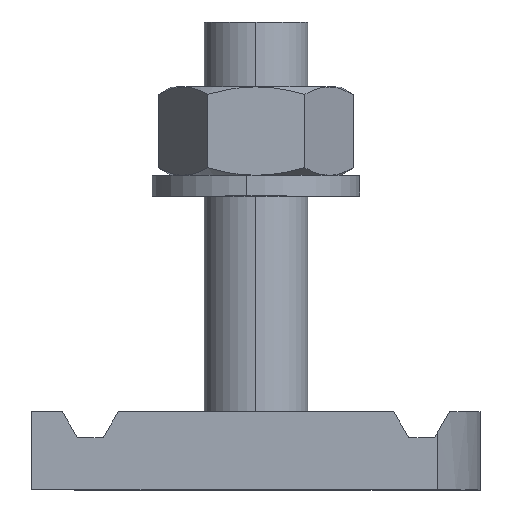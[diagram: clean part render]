
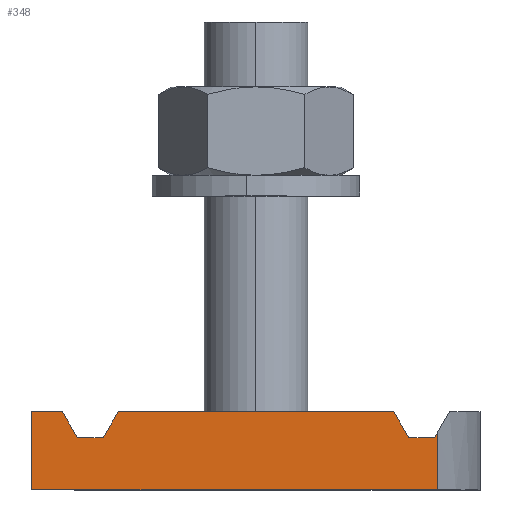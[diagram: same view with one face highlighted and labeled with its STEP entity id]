
A CAD part, top view. The second image highlights one B-rep face of the part: STEP entity #348.
In plain terms, the highlighted planar face has unit normal (0, 0, 1).
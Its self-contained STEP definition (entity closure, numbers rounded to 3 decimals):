
#105 = CARTESIAN_POINT ( 'NONE',  ( -17.25, 6., 10. ) ) ;
#108 = CARTESIAN_POINT ( 'NONE',  ( -17.25, 6., 10. ) ) ;
#146 = CARTESIAN_POINT ( 'NONE',  ( -13.75, 4., 10. ) ) ;
#160 = ORIENTED_EDGE ( 'NONE', *, *, #1723, .F. ) ;
#216 = FACE_OUTER_BOUND ( 'NONE', #2338, .T. ) ;
#244 = CARTESIAN_POINT ( 'NONE',  ( -14.905, 6., 10. ) ) ;
#268 = LINE ( 'NONE', #2234, #335 ) ;
#294 = DIRECTION ( 'NONE',  ( 1., 0., 0. ) ) ;
#296 = CARTESIAN_POINT ( 'NONE',  ( 13.953, 0., 10. ) ) ;
#335 = VECTOR ( 'NONE', #1470, 1000. ) ;
#348 = ADVANCED_FACE ( 'NONE', ( #216 ), #968, .F. ) ;
#382 = EDGE_CURVE ( 'NONE', #1158, #1964, #268, .T. ) ;
#416 = AXIS2_PLACEMENT_3D ( 'NONE', #1576, #1600, #1212 ) ;
#440 = CARTESIAN_POINT ( 'NONE',  ( -17.25, 6., 10. ) ) ;
#447 = CARTESIAN_POINT ( 'NONE',  ( -13.75, 4., 10. ) ) ;
#490 = VECTOR ( 'NONE', #589, 1000. ) ;
#561 = VERTEX_POINT ( 'NONE', #2284 ) ;
#589 = DIRECTION ( 'NONE',  ( 1., 0., 0. ) ) ;
#613 = VECTOR ( 'NONE', #1178, 1000. ) ;
#745 = ORIENTED_EDGE ( 'NONE', *, *, #1276, .T. ) ;
#863 = ORIENTED_EDGE ( 'NONE', *, *, #382, .F. ) ;
#873 = DIRECTION ( 'NONE',  ( 1., 0., 0. ) ) ;
#895 = VERTEX_POINT ( 'NONE', #1244 ) ;
#929 = ORIENTED_EDGE ( 'NONE', *, *, #1195, .F. ) ;
#968 = PLANE ( 'NONE',  #416 ) ;
#977 = EDGE_CURVE ( 'NONE', #1635, #561, #1467, .T. ) ;
#979 = VECTOR ( 'NONE', #1350, 1000. ) ;
#984 = VECTOR ( 'NONE', #294, 1000. ) ;
#990 = VERTEX_POINT ( 'NONE', #2406 ) ;
#1006 = CARTESIAN_POINT ( 'NONE',  ( -10.595, 6., 10. ) ) ;
#1126 = LINE ( 'NONE', #105, #1283 ) ;
#1158 = VERTEX_POINT ( 'NONE', #2051 ) ;
#1178 = DIRECTION ( 'NONE',  ( 1., 0., 0. ) ) ;
#1195 = EDGE_CURVE ( 'NONE', #895, #2175, #2062, .T. ) ;
#1212 = DIRECTION ( 'NONE',  ( -1., 0., 0. ) ) ;
#1234 = VERTEX_POINT ( 'NONE', #1869 ) ;
#1235 = DIRECTION ( 'NONE',  ( 0.5, -0.866, 0. ) ) ;
#1244 = CARTESIAN_POINT ( 'NONE',  ( -14.905, 6., 10. ) ) ;
#1276 = EDGE_CURVE ( 'NONE', #2295, #1964, #1652, .T. ) ;
#1283 = VECTOR ( 'NONE', #1542, 1000. ) ;
#1310 = ORIENTED_EDGE ( 'NONE', *, *, #2321, .F. ) ;
#1350 = DIRECTION ( 'NONE',  ( 0.5, -0.866, 0. ) ) ;
#1367 = LINE ( 'NONE', #146, #490 ) ;
#1400 = LINE ( 'NONE', #1756, #613 ) ;
#1415 = ORIENTED_EDGE ( 'NONE', *, *, #1793, .F. ) ;
#1422 = CARTESIAN_POINT ( 'NONE',  ( -17.25, 6., 10. ) ) ;
#1450 = EDGE_CURVE ( 'NONE', #990, #1635, #1956, .T. ) ;
#1467 = LINE ( 'NONE', #440, #2364 ) ;
#1470 = DIRECTION ( 'NONE',  ( 0., -1., 0. ) ) ;
#1542 = DIRECTION ( 'NONE',  ( 0., -1., 0. ) ) ;
#1544 = LINE ( 'NONE', #2152, #2298 ) ;
#1559 = CARTESIAN_POINT ( 'NONE',  ( -11.75, 4., 10. ) ) ;
#1576 = CARTESIAN_POINT ( 'NONE',  ( -17.25, 6., 10. ) ) ;
#1600 = DIRECTION ( 'NONE',  ( 0., 0., -1. ) ) ;
#1608 = VECTOR ( 'NONE', #2102, 1000. ) ;
#1614 = VECTOR ( 'NONE', #1235, 1000. ) ;
#1635 = VERTEX_POINT ( 'NONE', #1006 ) ;
#1652 = LINE ( 'NONE', #2071, #984 ) ;
#1709 = CARTESIAN_POINT ( 'NONE',  ( 13.75, 4., 10. ) ) ;
#1723 = EDGE_CURVE ( 'NONE', #2117, #895, #1888, .T. ) ;
#1756 = CARTESIAN_POINT ( 'NONE',  ( 11.75, 4., 10. ) ) ;
#1773 = DIRECTION ( 'NONE',  ( 0.5, 0.866, 0. ) ) ;
#1793 = EDGE_CURVE ( 'NONE', #561, #1234, #2308, .T. ) ;
#1804 = ORIENTED_EDGE ( 'NONE', *, *, #1846, .F. ) ;
#1846 = EDGE_CURVE ( 'NONE', #2007, #1158, #1544, .T. ) ;
#1869 = CARTESIAN_POINT ( 'NONE',  ( 11.75, 4., 10. ) ) ;
#1888 = LINE ( 'NONE', #108, #1608 ) ;
#1956 = LINE ( 'NONE', #1559, #2066 ) ;
#1964 = VERTEX_POINT ( 'NONE', #296 ) ;
#1995 = DIRECTION ( 'NONE',  ( 0.5, 0.866, 0. ) ) ;
#2007 = VERTEX_POINT ( 'NONE', #1709 ) ;
#2051 = CARTESIAN_POINT ( 'NONE',  ( 13.953, 4.352, 10. ) ) ;
#2062 = LINE ( 'NONE', #244, #1614 ) ;
#2066 = VECTOR ( 'NONE', #1995, 1000. ) ;
#2071 = CARTESIAN_POINT ( 'NONE',  ( -17.25, 0., 10. ) ) ;
#2096 = ORIENTED_EDGE ( 'NONE', *, *, #977, .F. ) ;
#2102 = DIRECTION ( 'NONE',  ( 1., 0., 0. ) ) ;
#2113 = ORIENTED_EDGE ( 'NONE', *, *, #1450, .F. ) ;
#2117 = VERTEX_POINT ( 'NONE', #1422 ) ;
#2152 = CARTESIAN_POINT ( 'NONE',  ( 13.75, 4., 10. ) ) ;
#2175 = VERTEX_POINT ( 'NONE', #447 ) ;
#2207 = EDGE_CURVE ( 'NONE', #2117, #2295, #1126, .T. ) ;
#2234 = CARTESIAN_POINT ( 'NONE',  ( 13.953, 6., 10. ) ) ;
#2284 = CARTESIAN_POINT ( 'NONE',  ( 10.595, 6., 10. ) ) ;
#2295 = VERTEX_POINT ( 'NONE', #2354 ) ;
#2298 = VECTOR ( 'NONE', #1773, 1000. ) ;
#2308 = LINE ( 'NONE', #2494, #979 ) ;
#2321 = EDGE_CURVE ( 'NONE', #1234, #2007, #1400, .T. ) ;
#2333 = ORIENTED_EDGE ( 'NONE', *, *, #2456, .F. ) ;
#2338 = EDGE_LOOP ( 'NONE', ( #863, #1804, #1310, #1415, #2096, #2113, #2333, #929, #160, #2489, #745 ) ) ;
#2354 = CARTESIAN_POINT ( 'NONE',  ( -17.25, 0., 10. ) ) ;
#2364 = VECTOR ( 'NONE', #873, 1000. ) ;
#2406 = CARTESIAN_POINT ( 'NONE',  ( -11.75, 4., 10. ) ) ;
#2456 = EDGE_CURVE ( 'NONE', #2175, #990, #1367, .T. ) ;
#2489 = ORIENTED_EDGE ( 'NONE', *, *, #2207, .T. ) ;
#2494 = CARTESIAN_POINT ( 'NONE',  ( 10.595, 6., 10. ) ) ;
